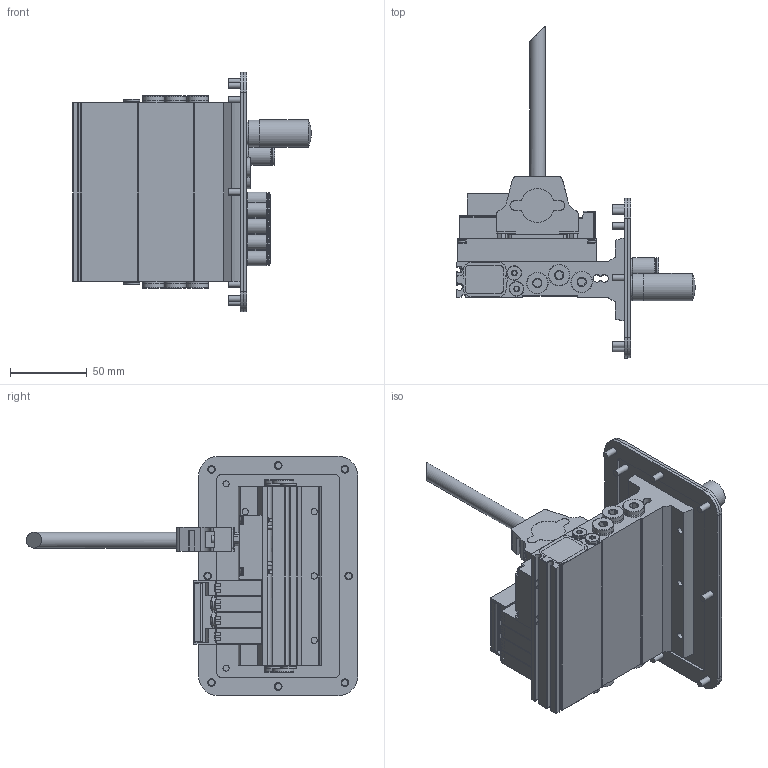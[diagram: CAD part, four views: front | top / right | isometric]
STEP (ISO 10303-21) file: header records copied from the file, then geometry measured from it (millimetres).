
FILE_DESCRIPTION(/* description */ ('VTUG-MP-Ventilinsel'),/* implementation_level */ '2;1');
FILE_NAME(/* name */ 'VTUG 10, 4 met doorvoerplaat en Multi-pin.stp',/* time_stamp */ '2018-07-11T10:59:29+02:00',/* author */ ('user'),/* organization */ ('FESTO'),/* preprocessor_version */ 'ST-DEVELOPER v16.5',/* originating_system */ 'Autodesk Inventor 2017',/* authorisation */ '');
FILE_SCHEMA (('AUTOMOTIVE_DESIGN { 1 0 10303 214 3 1 1 }'));
Length unit declared in the file: millimetre
Products named in the file (18): 573606 VTUG-10-MSDR-B1T-25V20-G18FDL-DTL-M7SFD-4VK+M1TTSC; 573605 VABM-L1-10-HWS1-G18-4-GR-- ---(MF); 573413 VUVG-B10-T32C-MZT-F-1T1L---(V_M7); 730988 F-M2x34-10.9; 573445 VAEM-L1-S-M1-25---(0)_p; 1426888 F-M3x17-10.9; 575417 NEBV-S1G25-K-2.5-N-LE25-S6---(P); 573453 ASCF-H-L1-10-4V---(T); 1478897 ASCF-H-L1-L---(S); 1491427 ASCF-H-L1-R---(S); 174309 B-M7---(VTUG); 3568 B-1/8---(VTUG); doorvoerplaat 4 32 kleinipt; rubber 4 32; 133007 QSM-M7-6-I-R; 165004 UC-1/4; 578376 NPQH-DK-G18-Q8-P10; 578406 NPQH-BK-G18-P10
Assembly tree (46 placements, depth 2):
  573606 VTUG-10-MSDR-B1T-25V20-G18FDL-DTL-M7SFD-4VK+M1TTSC
    573605 VABM-L1-10-HWS1-G18-4-GR-- ---(MF)
    573413 VUVG-B10-T32C-MZT-F-1T1L---(V_M7)  x4
    730988 F-M2x34-10.9  x8
    3568 B-1/8---(VTUG)  x6
    174309 B-M7---(VTUG)  x4
    573445 VAEM-L1-S-M1-25---(0)_p
    1426888 F-M3x17-10.9  x4
    575417 NEBV-S1G25-K-2.5-N-LE25-S6---(P)
    573453 ASCF-H-L1-10-4V---(T)
    1478897 ASCF-H-L1-L---(S)
    1491427 ASCF-H-L1-R---(S)
    doorvoerplaat 4 32 kleinipt
    rubber 4 32
    133007 QSM-M7-6-I-R  x8
    165004 UC-1/4
    578376 NPQH-DK-G18-Q8-P10
    578406 NPQH-BK-G18-P10  x2
Bounding box: 155.8 x 216.45 x 156.2 mm (x, y, z)
Volume: 521175.5 mm3; surface area: 209855.5 mm2
Topology: 46 solids, 46 shells, 2828 faces, 6849 edges, 4453 vertices
Faces by surface type: plane 1674, cylinder 759, cone 258, torus 75, sphere 33, bspline 29
Full cylindrical faces by diameter (mm): 0.95 x25, 1.022 x1, 1.314 x1, 1.567 x8, 1.69 x8, 2 x8, 2.156 x2, 2.459 x4, 2.5 x2, 2.6 x7, 2.65 x8, 2.7 x16, 2.8 x4, 3 x4, 3.1 x2, 3.9 x8, 4 x19, 4.134 x7, 4.2 x20, 4.5 x8, 5 x10, 5.3 x8, 5.5 x4, 5.6 x24, 5.85 x1, 5.917 x12, 6 x10, 6.1 x8, 6.2 x2, 6.4 x1
Entity records: 41912 total; most frequent: CARTESIAN_POINT 8648, DIRECTION 6937, ORIENTED_EDGE 6146, EDGE_CURVE 3073, AXIS2_PLACEMENT_3D 2590, VERTEX_POINT 2222, EDGE_LOOP 2005, LINE 1757
